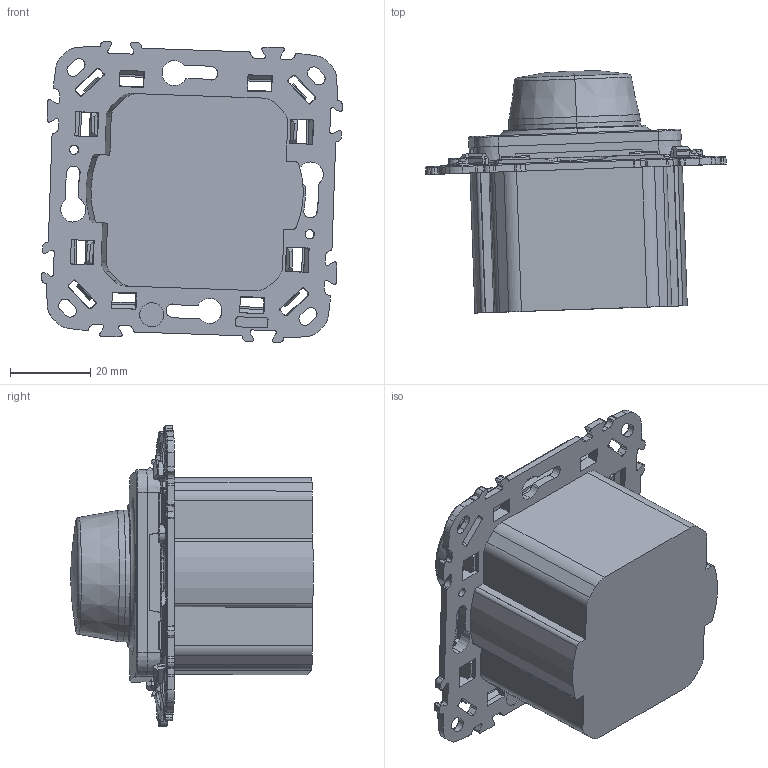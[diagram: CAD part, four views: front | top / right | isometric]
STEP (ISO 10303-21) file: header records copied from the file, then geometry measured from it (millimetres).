
FILE_DESCRIPTION (( 'STEP AP214' ), '1' );
FILE_NAME ('s86_1-10v_asm.STEP', '2025-03-24T07:29:40', ( '' ), ( '' ), 'SwSTEP 2.0', 'SolidWorks 2022', '' );
FILE_SCHEMA (( 'AUTOMOTIVE_DESIGN' ));
Length unit declared in the file: millimetre
Products named in the file (1): s86_1-10v_asm
Bounding box: 75.11 x 60.49 x 75.16 mm (x, y, z)
Volume: 116671.1 mm3; surface area: 22065.9 mm2
Topology: 1 solids, 1 shells, 1160 faces, 3139 edges, 1943 vertices
Faces by surface type: plane 589, cone 222, cylinder 200, torus 105, bspline 42, sphere 2
Entity records: 49515 total; most frequent: CARTESIAN_POINT 9027, ORIENTED_EDGE 6246, DIRECTION 5986, EDGE_CURVE 3123, AXIS2_PLACEMENT_3D 2004, LINE 1978, VECTOR 1978, VERTEX_POINT 1943
